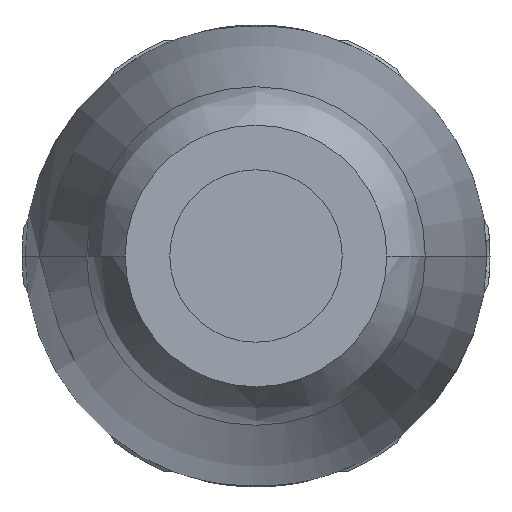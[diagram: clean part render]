
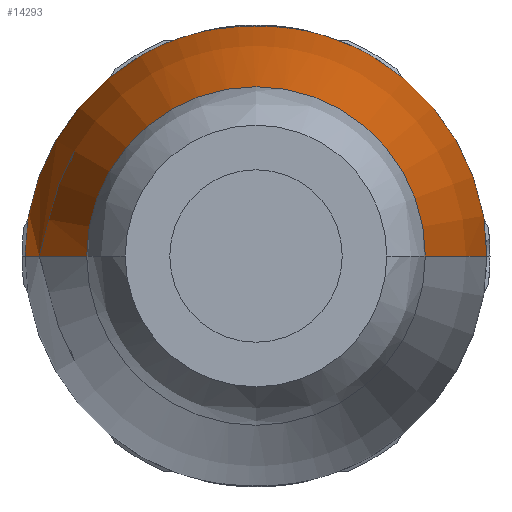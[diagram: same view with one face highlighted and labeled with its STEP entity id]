
A CAD part, front view. The second image highlights one B-rep face of the part: STEP entity #14293.
In plain terms, the highlighted face is a revolution surface.
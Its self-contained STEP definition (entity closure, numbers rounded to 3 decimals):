
#2985=CARTESIAN_POINT('',(0.,-5.9,0.));
#2986=DIRECTION('',(0.,-1.,0.));
#2987=DIRECTION('',(-0.52,0.,0.854));
#2988=AXIS2_PLACEMENT_3D('',#2985,#2986,#2987);
#3067=CARTESIAN_POINT('',(0.,-5.9,0.));
#3068=DIRECTION('',(0.,-1.,0.));
#3069=DIRECTION('',(1.,0.,0.));
#3070=AXIS2_PLACEMENT_3D('',#3067,#3068,#3069);
#3113=CARTESIAN_POINT('',(-3.903,-5.9,
6.404));
#3188=CARTESIAN_POINT('',(-3.902,-8.55,
6.406));
#3196=CARTESIAN_POINT('',(-3.903,-5.9,
6.404));
#3197=CARTESIAN_POINT('',(-3.903,-6.321,
6.404));
#3198=CARTESIAN_POINT('',(-3.903,-7.191,
6.405));
#3199=CARTESIAN_POINT('',(-3.902,-8.091,
6.406));
#3200=CARTESIAN_POINT('',(-3.902,-8.55,
6.406));
#3202=CARTESIAN_POINT('',(-3.903,-8.538,
6.405));
#3203=CARTESIAN_POINT('',(-3.884,-9.389,
6.416));
#3204=CARTESIAN_POINT('',(-3.838,-10.89,
6.444));
#3205=CARTESIAN_POINT('',(-3.733,-12.387,
6.504));
#3206=CARTESIAN_POINT('',(-3.617,-13.466,
6.57));
#3207=CARTESIAN_POINT('',(-3.41,-14.927,
6.682));
#3208=CARTESIAN_POINT('',(-3.112,-16.056,
6.83));
#3209=CARTESIAN_POINT('',(-2.616,-17.253,
7.036));
#3210=CARTESIAN_POINT('',(-2.056,-18.085,
7.206));
#3211=CARTESIAN_POINT('',(-1.589,-18.548,
7.321));
#3212=CARTESIAN_POINT('',(-0.771,-19.009,
7.446));
#3213=CARTESIAN_POINT('',(-0.081,-19.148,
7.475));
#3214=CARTESIAN_POINT('',(0.5,-19.076,
7.46));
#3215=CARTESIAN_POINT('',(1.074,-18.871,7.402));
#3216=CARTESIAN_POINT('',(1.521,-18.558,7.33));
#3217=CARTESIAN_POINT('',(1.999,-18.109,7.22));
#3218=CARTESIAN_POINT('',(2.274,-17.742,7.141));
#3219=CARTESIAN_POINT('',(2.649,-17.182,7.021));
#3220=CARTESIAN_POINT('',(3.139,-15.995,6.818));
#3221=CARTESIAN_POINT('',(3.338,-15.235,6.718));
#3222=CARTESIAN_POINT('',(3.547,-14.058,6.608));
#3223=CARTESIAN_POINT('',(3.662,-13.08,6.544));
#3224=CARTESIAN_POINT('',(3.751,-12.063,6.494));
#3225=CARTESIAN_POINT('',(3.849,-10.639,6.437));
#3226=CARTESIAN_POINT('',(3.887,-9.308,6.415));
#3227=CARTESIAN_POINT('',(3.901,-8.56,6.406));
#3229=CARTESIAN_POINT('',(3.901,-8.56,6.406));
#3230=CARTESIAN_POINT('',(3.901,-8.095,6.406));
#3231=CARTESIAN_POINT('',(3.907,-7.203,6.402));
#3232=CARTESIAN_POINT('',(3.904,-6.321,6.403));
#3233=CARTESIAN_POINT('',(3.904,-5.9,6.404));
#3235=CARTESIAN_POINT('',(7.5,-5.9,0.));
#3236=CARTESIAN_POINT('',(7.499,-6.321,
0.));
#3237=CARTESIAN_POINT('',(7.501,-7.977,
0.));
#3238=CARTESIAN_POINT('',(7.5,-10.889,
0.));
#3239=CARTESIAN_POINT('',(7.497,-15.746,
0.));
#3240=CARTESIAN_POINT('',(7.519,-20.694,
0.));
#3241=CARTESIAN_POINT('',(6.78,-27.086,
0.));
#3242=CARTESIAN_POINT('',(5.941,-31.113,
0.));
#3243=CARTESIAN_POINT('',(5.25,-33.9,0.));
#3245=CARTESIAN_POINT('',(-5.25,-33.9,
0.));
#3246=CARTESIAN_POINT('',(-5.941,-31.113,
0.));
#3247=CARTESIAN_POINT('',(-6.78,-27.086,
0.));
#3248=CARTESIAN_POINT('',(-7.519,-20.694,
0.));
#3249=CARTESIAN_POINT('',(-7.497,-15.746,
0.));
#3250=CARTESIAN_POINT('',(-7.5,-10.889,
0.));
#3251=CARTESIAN_POINT('',(-7.501,-7.977,
0.));
#3252=CARTESIAN_POINT('',(-7.499,-6.321,
0.));
#3253=CARTESIAN_POINT('',(-7.5,-5.9,0.));
#4098=CARTESIAN_POINT('',(0.,-33.9,0.));
#4099=DIRECTION('',(0.,1.,0.));
#4100=DIRECTION('',(-1.,0.,0.));
#4101=AXIS2_PLACEMENT_3D('',#4098,#4099,#4100);
#9281=VERTEX_POINT('',#3113);
#9283=CARTESIAN_POINT('',(-7.5,-5.9,0.));
#9284=VERTEX_POINT('',#9283);
#9303=CARTESIAN_POINT('',(7.5,-5.9,0.));
#9304=VERTEX_POINT('',#9303);
#9305=CARTESIAN_POINT('',(3.904,-5.9,6.404));
#9306=VERTEX_POINT('',#9305);
#9321=VERTEX_POINT('',#3188);
#9323=VERTEX_POINT('',#3227);
#9324=VERTEX_POINT('',#3243);
#9325=CARTESIAN_POINT('',(-5.25,-33.9,
0.));
#9326=VERTEX_POINT('',#9325);
#14263=CARTESIAN_POINT('',(7.501,-5.618,0.));
#14264=CARTESIAN_POINT('',(7.5,-5.712,0.));
#14265=CARTESIAN_POINT('',(7.499,-6.226,0.));
#14266=CARTESIAN_POINT('',(7.501,-7.977,0.));
#14267=CARTESIAN_POINT('',(7.5,-10.889,0.));
#14268=CARTESIAN_POINT('',(7.497,-15.746,0.));
#14269=CARTESIAN_POINT('',(7.519,-20.694,0.));
#14270=CARTESIAN_POINT('',(6.78,-27.086,0.));
#14271=CARTESIAN_POINT('',(5.922,-31.204,0.));
#14272=CARTESIAN_POINT('',(5.205,-34.083,0.));
#14273=CARTESIAN_POINT('',(5.182,-34.174,0.));
#14275=CARTESIAN_POINT('',(0.,-41.6,0.));
#14276=DIRECTION('',(0.,1.,0.));
#14277=AXIS1_PLACEMENT('',#14275,#14276);
#14278=SURFACE_OF_REVOLUTION('',#14274,#14277);
#14279=ORIENTED_EDGE('',*,*,#13721,.T.);
#14280=ORIENTED_EDGE('',*,*,#14254,.T.);
#14282=ORIENTED_EDGE('',*,*,#14281,.T.);
#14283=ORIENTED_EDGE('',*,*,#13661,.F.);
#14285=ORIENTED_EDGE('',*,*,#14284,.T.);
#14287=ORIENTED_EDGE('',*,*,#14286,.F.);
#14289=ORIENTED_EDGE('',*,*,#14288,.T.);
#14290=ORIENTED_EDGE('',*,*,#13633,.F.);
#14291=EDGE_LOOP('',(#14279,#14280,#14282,#14283,#14285,#14287,#14289,#14290));
#14292=FACE_OUTER_BOUND('',#14291,.F.);
#14293=ADVANCED_FACE('',(#14292),#14278,.F.);
#2989=CIRCLE('',#2988,7.5);
#3071=CIRCLE('',#3070,7.5);
#3201=B_SPLINE_CURVE_WITH_KNOTS('',3,(#3196,#3197,#3198,#3199,#3200),
.UNSPECIFIED.,.F.,.F.,(4,1,4),(0.,0.484,1.),.UNSPECIFIED.);
#3228=B_SPLINE_CURVE_WITH_KNOTS('',3,(#3202,#3203,#3204,#3205,#3206,#3207,#3208,
#3209,#3210,#3211,#3212,#3213,#3214,#3215,#3216,#3217,#3218,#3219,#3220,#3221,
#3222,#3223,#3224,#3225,#3226,#3227),.UNSPECIFIED.,.F.,.F.,(4,1,1,1,1,1,1,1,1,1,
1,1,1,1,1,1,1,1,1,1,1,1,1,4),(0.,0.043,0.087,
0.13,0.174,0.217,0.261,
0.304,0.348,0.391,0.435,
0.478,0.522,0.565,0.609,
0.652,0.696,0.739,0.783,
0.826,0.87,0.913,0.957,1.),
.UNSPECIFIED.);
#3234=B_SPLINE_CURVE_WITH_KNOTS('',3,(#3229,#3230,#3231,#3232,#3233),
.UNSPECIFIED.,.F.,.F.,(4,1,4),(0.,0.52,1.),.UNSPECIFIED.);
#3244=B_SPLINE_CURVE_WITH_KNOTS('',3,(#3235,#3236,#3237,#3238,#3239,#3240,#3241,
#3242,#3243),.UNSPECIFIED.,.F.,.F.,(4,1,1,1,1,1,4),(0.,0.046,
0.181,0.313,0.559,0.697,1.),
.UNSPECIFIED.);
#3254=B_SPLINE_CURVE_WITH_KNOTS('',3,(#3245,#3246,#3247,#3248,#3249,#3250,#3251,
#3252,#3253),.UNSPECIFIED.,.F.,.F.,(4,1,1,1,1,1,4),(0.,0.303,
0.441,0.687,0.819,0.954,1.),
.UNSPECIFIED.);
#4102=CIRCLE('',#4101,5.25);
#13633=EDGE_CURVE('',#9281,#9284,#2989,.T.);
#13661=EDGE_CURVE('',#9304,#9306,#3071,.T.);
#13721=EDGE_CURVE('',#9281,#9321,#3201,.T.);
#14254=EDGE_CURVE('',#9321,#9323,#3228,.T.);
#14274=B_SPLINE_CURVE_WITH_KNOTS('',3,(#14263,#14264,#14265,#14266,#14267,
#14268,#14269,#14270,#14271,#14272,#14273),.UNSPECIFIED.,.F.,.F.,(4,1,1,1,1,1,1,
1,4),(0.,0.01,0.056,0.188,
0.317,0.558,0.693,0.99,1.),
.UNSPECIFIED.);
#14281=EDGE_CURVE('',#9323,#9306,#3234,.T.);
#14284=EDGE_CURVE('',#9304,#9324,#3244,.T.);
#14286=EDGE_CURVE('',#9326,#9324,#4102,.T.);
#14288=EDGE_CURVE('',#9326,#9284,#3254,.T.);
